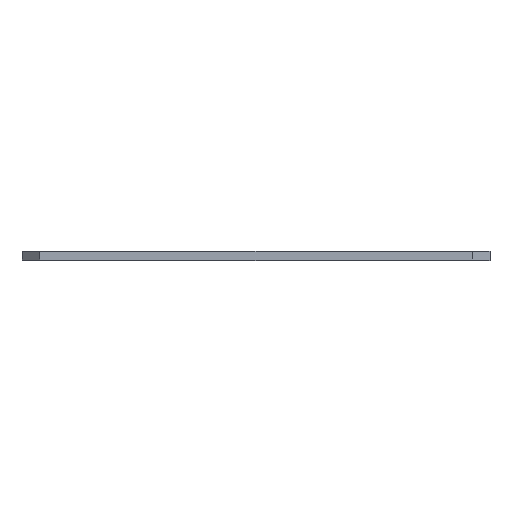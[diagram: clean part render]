
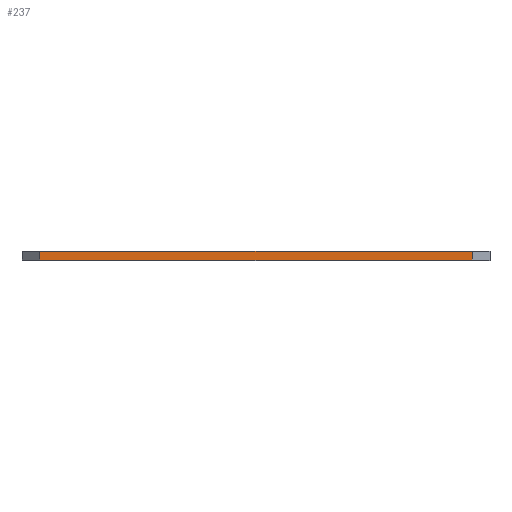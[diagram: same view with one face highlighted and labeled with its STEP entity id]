
A CAD part, top view. The second image highlights one B-rep face of the part: STEP entity #237.
In plain terms, the highlighted planar face has unit normal (0, 0, 1).
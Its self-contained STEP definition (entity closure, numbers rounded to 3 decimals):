
#40 = VERTEX_POINT ( 'NONE', #492 ) ;
#226 = EDGE_CURVE ( 'NONE', #227, #245, #708, .T. ) ;
#227 = VERTEX_POINT ( 'NONE', #704 ) ;
#228 = ORIENTED_EDGE ( 'NONE', *, *, #229, .F. ) ;
#229 = EDGE_CURVE ( 'NONE', #40, #235, #703, .T. ) ;
#230 = ORIENTED_EDGE ( 'NONE', *, *, #231, .F. ) ;
#231 = EDGE_CURVE ( 'NONE', #227, #40, #699, .T. ) ;
#232 = ORIENTED_EDGE ( 'NONE', *, *, #226, .T. ) ;
#233 = ORIENTED_EDGE ( 'NONE', *, *, #234, .T. ) ;
#234 = EDGE_CURVE ( 'NONE', #245, #235, #695, .T. ) ;
#235 = VERTEX_POINT ( 'NONE', #691 ) ;
#237 = ADVANCED_FACE ( 'NONE', ( #690 ), #748, .F. ) ;
#238 = EDGE_LOOP ( 'NONE', ( #233, #228, #230, #232 ) ) ;
#245 = VERTEX_POINT ( 'NONE', #731 ) ;
#492 = CARTESIAN_POINT ( 'NONE',  ( 37., 0.75, 33. ) ) ;
#690 = FACE_OUTER_BOUND ( 'NONE', #238, .T. ) ;
#691 = CARTESIAN_POINT ( 'NONE',  ( 37., -0.75, 33. ) ) ;
#692 = DIRECTION ( 'NONE',  ( 1., 0., 0. ) ) ;
#693 = VECTOR ( 'NONE', #692, 1000. ) ;
#694 = CARTESIAN_POINT ( 'NONE',  ( -37., -0.75, 33. ) ) ;
#695 = LINE ( 'NONE', #694, #693 ) ;
#696 = DIRECTION ( 'NONE',  ( 1., 0., 0. ) ) ;
#697 = VECTOR ( 'NONE', #696, 1000. ) ;
#698 = CARTESIAN_POINT ( 'NONE',  ( -37., 0.75, 33. ) ) ;
#699 = LINE ( 'NONE', #698, #697 ) ;
#700 = DIRECTION ( 'NONE',  ( 0., -1., 0. ) ) ;
#701 = VECTOR ( 'NONE', #700, 1000. ) ;
#702 = CARTESIAN_POINT ( 'NONE',  ( 37., 0.75, 33. ) ) ;
#703 = LINE ( 'NONE', #702, #701 ) ;
#704 = CARTESIAN_POINT ( 'NONE',  ( -37., 0.75, 33. ) ) ;
#705 = DIRECTION ( 'NONE',  ( 0., -1., 0. ) ) ;
#706 = VECTOR ( 'NONE', #705, 1000. ) ;
#707 = CARTESIAN_POINT ( 'NONE',  ( -37., 0.75, 33. ) ) ;
#708 = LINE ( 'NONE', #707, #706 ) ;
#731 = CARTESIAN_POINT ( 'NONE',  ( -37., -0.75, 33. ) ) ;
#744 = DIRECTION ( 'NONE',  ( -1., 0., 0. ) ) ;
#745 = DIRECTION ( 'NONE',  ( 0., 0., -1. ) ) ;
#746 = CARTESIAN_POINT ( 'NONE',  ( -37., 0.75, 33. ) ) ;
#747 = AXIS2_PLACEMENT_3D ( 'NONE', #746, #745, #744 ) ;
#748 = PLANE ( 'NONE',  #747 ) ;
